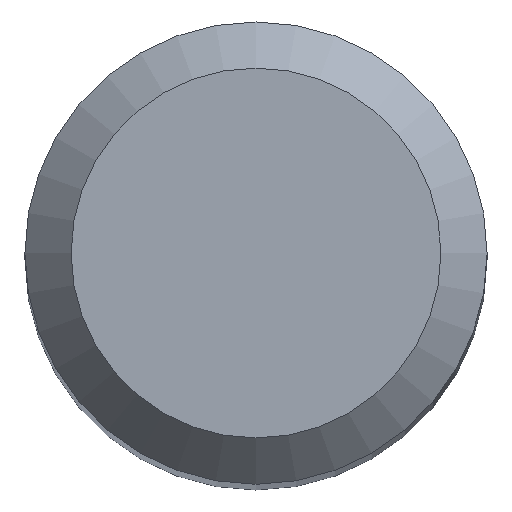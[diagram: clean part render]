
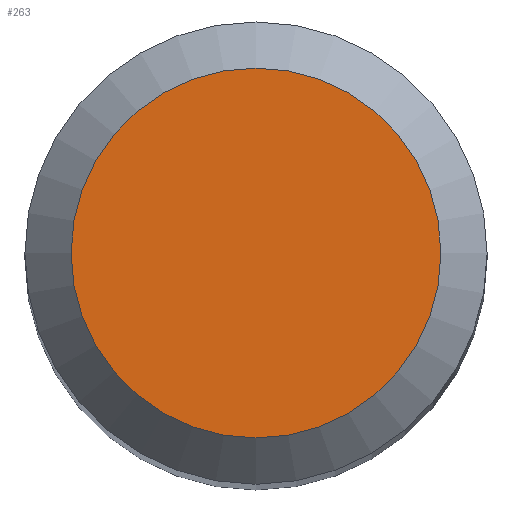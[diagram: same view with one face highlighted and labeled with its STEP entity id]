
A CAD part, top view. The second image highlights one B-rep face of the part: STEP entity #263.
In plain terms, the highlighted planar face has unit normal (0, 0, 1).
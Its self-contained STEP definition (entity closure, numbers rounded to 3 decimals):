
#10 = DIRECTION ( 'NONE',  ( 0., 0., -1. ) ) ;
#74 = CARTESIAN_POINT ( 'NONE',  ( 0., 0., 38. ) ) ;
#75 = PLANE ( 'NONE',  #98 ) ;
#77 = CIRCLE ( 'NONE', #145, 1.6 ) ;
#88 = EDGE_CURVE ( 'NONE', #317, #317, #77, .T. ) ;
#98 = AXIS2_PLACEMENT_3D ( 'NONE', #74, #174, #276 ) ;
#145 = AXIS2_PLACEMENT_3D ( 'NONE', #244, #10, #242 ) ;
#174 = DIRECTION ( 'NONE',  ( 0., 0., -1. ) ) ;
#178 = FACE_OUTER_BOUND ( 'NONE', #288, .T. ) ;
#230 = CARTESIAN_POINT ( 'NONE',  ( 0., 1.6, 38. ) ) ;
#242 = DIRECTION ( 'NONE',  ( 0., 1., 0. ) ) ;
#244 = CARTESIAN_POINT ( 'NONE',  ( 0., 0., 38. ) ) ;
#263 = ADVANCED_FACE ( 'NONE', ( #178 ), #75, .F. ) ;
#276 = DIRECTION ( 'NONE',  ( 0., 1., 0. ) ) ;
#288 = EDGE_LOOP ( 'NONE', ( #318 ) ) ;
#317 = VERTEX_POINT ( 'NONE', #230 ) ;
#318 = ORIENTED_EDGE ( 'NONE', *, *, #88, .F. ) ;
